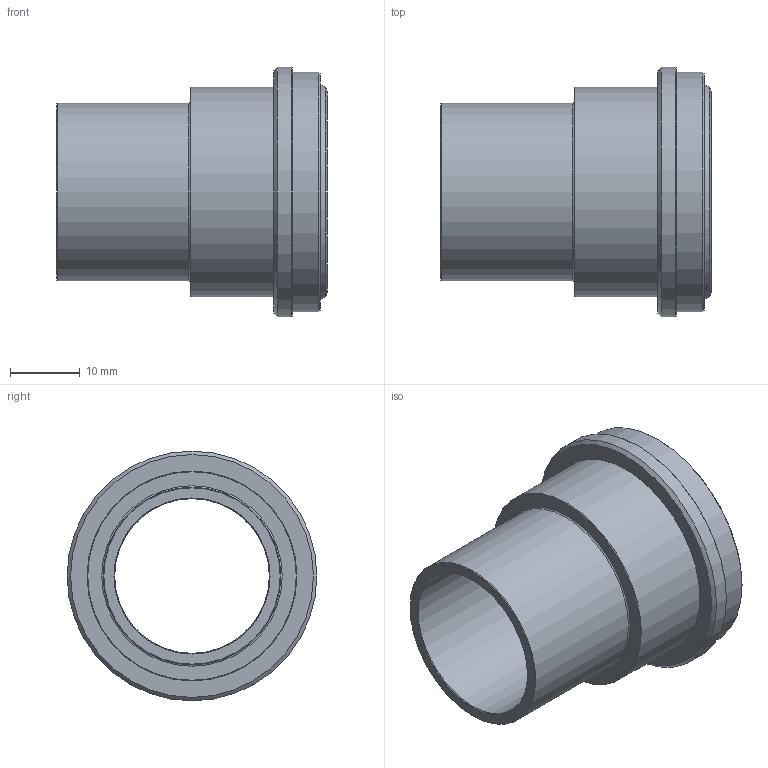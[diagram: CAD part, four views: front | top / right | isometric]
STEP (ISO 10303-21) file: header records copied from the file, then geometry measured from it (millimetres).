
FILE_DESCRIPTION(/* description */ (''),/* implementation_level */ '2;1');
FILE_NAME(/* name */ '10.DM16FG19-P.stp',/* time_stamp */ '2025-03-12T08:38:44+09:00',/* author */ ('user'),/* organization */ (''),/* preprocessor_version */ 'ST-DEVELOPER v18.1',/* originating_system */ 'Autodesk Inventor 2022',/* authorisation */ '');
FILE_SCHEMA (('AUTOMOTIVE_DESIGN { 1 0 10303 214 3 1 1 }'));
Length unit declared in the file: millimetre
Products named in the file (1): SM16FG19
Bounding box: 38.6 x 35.7 x 35.7 mm (x, y, z)
Volume: 9899.9 mm3; surface area: 7193 mm2
Topology: 1 solids, 1 shells, 24 faces, 49 edges, 30 vertices
Faces by surface type: cone 9, cylinder 6, plane 5, torus 4
Full cylindrical faces by diameter (mm): 22.1 x1, 25.4 x1, 27.2 x1, 30 x1, 34.2 x1, 35.7 x1
Entity records: 688 total; most frequent: DIRECTION 133, CARTESIAN_POINT 104, ORIENTED_EDGE 98, AXIS2_PLACEMENT_3D 59, EDGE_CURVE 49, CIRCLE 34, VERTEX_POINT 30, EDGE_LOOP 29
